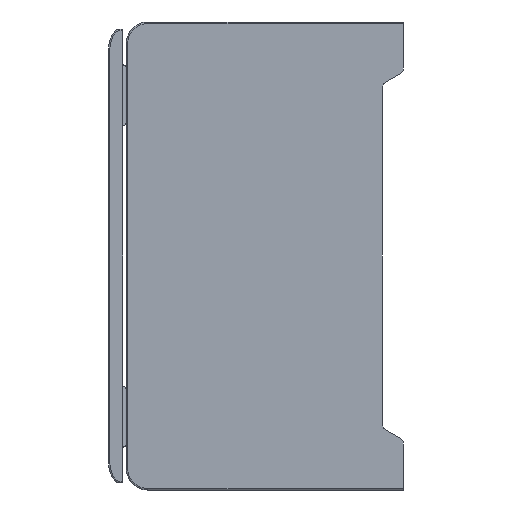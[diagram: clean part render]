
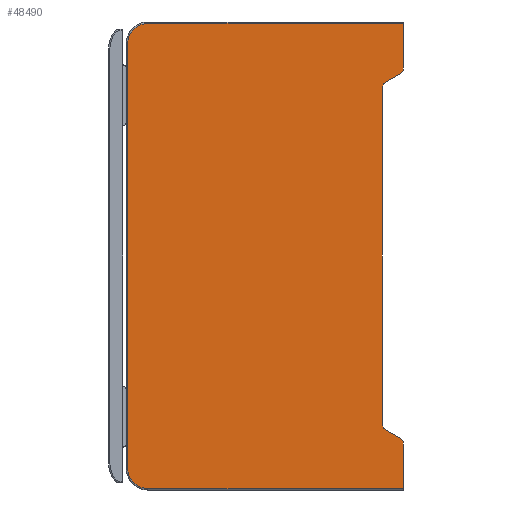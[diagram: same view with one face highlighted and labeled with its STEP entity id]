
A CAD part, left-side view. The second image highlights one B-rep face of the part: STEP entity #48490.
In plain terms, the highlighted planar face has unit normal (-1, 0, 0).
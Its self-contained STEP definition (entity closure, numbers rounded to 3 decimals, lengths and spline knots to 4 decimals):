
#3409=DIRECTION('',(0.,1.,0.));
#3410=VECTOR('',#3409,1.4094);
#3411=CARTESIAN_POINT('',(-2.2638,0.,1.2815));
#3412=LINE('',#3411,#3410);
#3656=DIRECTION('',(0.,0.866,-0.5));
#3657=VECTOR('',#3656,0.0909);
#3658=CARTESIAN_POINT('',(-2.2638,0.0197,
1.0024));
#3659=LINE('',#3658,#3657);
#3660=CARTESIAN_POINT('',(-2.2638,0.0787,
0.9229));
#3661=DIRECTION('',(-1.,0.,0.));
#3662=DIRECTION('',(0.,0.5,0.866));
#3663=AXIS2_PLACEMENT_3D('',#3660,#3661,#3662);
#3665=DIRECTION('',(0.,0.,-1.));
#3666=VECTOR('',#3665,1.8457);
#3667=CARTESIAN_POINT('',(-2.2638,0.1181,
0.9229));
#3668=LINE('',#3667,#3666);
#3669=CARTESIAN_POINT('',(-2.2638,0.0787,
-0.9229));
#3670=DIRECTION('',(-1.,0.,0.));
#3671=DIRECTION('',(0.,1.,0.));
#3672=AXIS2_PLACEMENT_3D('',#3669,#3670,#3671);
#3674=DIRECTION('',(0.,-0.866,-0.5));
#3675=VECTOR('',#3674,0.0909);
#3676=CARTESIAN_POINT('',(-2.2638,0.0984,
-0.957));
#3677=LINE('',#3676,#3675);
#3678=CARTESIAN_POINT('',(-2.2638,0.0394,
-1.0365));
#3679=DIRECTION('',(1.,0.,0.));
#3680=DIRECTION('',(0.,-0.5,0.866));
#3681=AXIS2_PLACEMENT_3D('',#3678,#3679,#3680);
#3683=CARTESIAN_POINT('',(-2.2638,1.4094,
-1.1713));
#3684=DIRECTION('',(1.,0.,0.));
#3685=DIRECTION('',(0.,0.,-1.));
#3686=AXIS2_PLACEMENT_3D('',#3683,#3684,#3685);
#3688=CARTESIAN_POINT('',(-2.2638,1.4094,1.1713));
#3689=DIRECTION('',(1.,0.,0.));
#3690=DIRECTION('',(0.,1.,0.));
#3691=AXIS2_PLACEMENT_3D('',#3688,#3689,#3690);
#3693=DIRECTION('',(0.,0.,-1.));
#3694=VECTOR('',#3693,0.245);
#3695=CARTESIAN_POINT('',(-2.2638,0.,1.2815));
#3696=LINE('',#3695,#3694);
#3697=CARTESIAN_POINT('',(-2.2638,0.0394,
1.0365));
#3698=DIRECTION('',(1.,0.,0.));
#3699=DIRECTION('',(0.,-1.,0.));
#3700=AXIS2_PLACEMENT_3D('',#3697,#3698,#3699);
#11212=DIRECTION('',(0.,0.,-1.));
#11213=VECTOR('',#11212,2.3425);
#11214=CARTESIAN_POINT('',(-2.2638,1.5197,
1.1713));
#11215=LINE('',#11214,#11213);
#11225=DIRECTION('',(0.,-1.,0.));
#11226=VECTOR('',#11225,1.4094);
#11227=CARTESIAN_POINT('',(-2.2638,1.4094,
-1.2815));
#11228=LINE('',#11227,#11226);
#11259=DIRECTION('',(0.,0.,1.));
#11260=VECTOR('',#11259,0.245);
#11261=CARTESIAN_POINT('',(-2.2638,0.,-1.2815));
#11262=LINE('',#11261,#11260);
#35145=CARTESIAN_POINT('',(-2.2638,0.1181,
0.9229));
#35146=CARTESIAN_POINT('',(-2.2638,0.1181,
-0.9229));
#35147=VERTEX_POINT('',#35145);
#35148=VERTEX_POINT('',#35146);
#35177=CARTESIAN_POINT('',(-2.2638,0.,1.2815));
#35178=CARTESIAN_POINT('',(-2.2638,0.,1.0365));
#35179=VERTEX_POINT('',#35177);
#35180=VERTEX_POINT('',#35178);
#35215=CARTESIAN_POINT('',(-2.2638,0.0984,
0.957));
#35216=VERTEX_POINT('',#35215);
#35217=CARTESIAN_POINT('',(-2.2638,0.0197,
1.0024));
#35218=VERTEX_POINT('',#35217);
#35219=CARTESIAN_POINT('',(-2.2638,0.0984,
-0.957));
#35220=VERTEX_POINT('',#35219);
#35221=CARTESIAN_POINT('',(-2.2638,0.0197,
-1.0024));
#35222=VERTEX_POINT('',#35221);
#35223=CARTESIAN_POINT('',(-2.2638,0.,-1.0365));
#35224=VERTEX_POINT('',#35223);
#35225=CARTESIAN_POINT('',(-2.2638,1.4094,
-1.2815));
#35226=CARTESIAN_POINT('',(-2.2638,1.5197,
-1.1713));
#35227=VERTEX_POINT('',#35225);
#35228=VERTEX_POINT('',#35226);
#35229=CARTESIAN_POINT('',(-2.2638,1.5197,
1.1713));
#35230=CARTESIAN_POINT('',(-2.2638,1.4094,
1.2815));
#35231=VERTEX_POINT('',#35229);
#35232=VERTEX_POINT('',#35230);
#35311=CARTESIAN_POINT('',(-2.2638,0.,-1.2815));
#35312=VERTEX_POINT('',#35311);
#48461=CARTESIAN_POINT('',(-2.2638,0.7598,0.));
#48462=DIRECTION('',(1.,0.,0.));
#48463=DIRECTION('',(0.,0.,1.));
#48464=AXIS2_PLACEMENT_3D('',#48461,#48462,#48463);
#48465=PLANE('',#48464);
#48466=ORIENTED_EDGE('',*,*,#48446,.T.);
#48467=ORIENTED_EDGE('',*,*,#48428,.T.);
#48468=ORIENTED_EDGE('',*,*,#48237,.T.);
#48470=ORIENTED_EDGE('',*,*,#48469,.T.);
#48472=ORIENTED_EDGE('',*,*,#48471,.T.);
#48474=ORIENTED_EDGE('',*,*,#48473,.T.);
#48476=ORIENTED_EDGE('',*,*,#48475,.F.);
#48478=ORIENTED_EDGE('',*,*,#48477,.F.);
#48480=ORIENTED_EDGE('',*,*,#48479,.T.);
#48482=ORIENTED_EDGE('',*,*,#48481,.F.);
#48483=ORIENTED_EDGE('',*,*,#48049,.T.);
#48484=ORIENTED_EDGE('',*,*,#48070,.F.);
#48485=ORIENTED_EDGE('',*,*,#48099,.T.);
#48487=ORIENTED_EDGE('',*,*,#48486,.T.);
#48488=EDGE_LOOP('',(#48466,#48467,#48468,#48470,#48472,#48474,#48476,#48478,
#48480,#48482,#48483,#48484,#48485,#48487));
#48489=FACE_OUTER_BOUND('',#48488,.F.);
#48490=ADVANCED_FACE('',(#48489),#48465,.F.);
#3664=CIRCLE('',#3663,0.0394);
#3673=CIRCLE('',#3672,0.0394);
#3682=CIRCLE('',#3681,0.0394);
#3687=CIRCLE('',#3686,0.1102);
#3692=CIRCLE('',#3691,0.1102);
#3701=CIRCLE('',#3700,0.0394);
#48049=EDGE_CURVE('',#35231,#35232,#3692,.T.);
#48070=EDGE_CURVE('',#35179,#35232,#3412,.T.);
#48099=EDGE_CURVE('',#35179,#35180,#3696,.T.);
#48237=EDGE_CURVE('',#35147,#35148,#3668,.T.);
#48428=EDGE_CURVE('',#35216,#35147,#3664,.T.);
#48446=EDGE_CURVE('',#35218,#35216,#3659,.T.);
#48469=EDGE_CURVE('',#35148,#35220,#3673,.T.);
#48471=EDGE_CURVE('',#35220,#35222,#3677,.T.);
#48473=EDGE_CURVE('',#35222,#35224,#3682,.T.);
#48475=EDGE_CURVE('',#35312,#35224,#11262,.T.);
#48477=EDGE_CURVE('',#35227,#35312,#11228,.T.);
#48479=EDGE_CURVE('',#35227,#35228,#3687,.T.);
#48481=EDGE_CURVE('',#35231,#35228,#11215,.T.);
#48486=EDGE_CURVE('',#35180,#35218,#3701,.T.);
